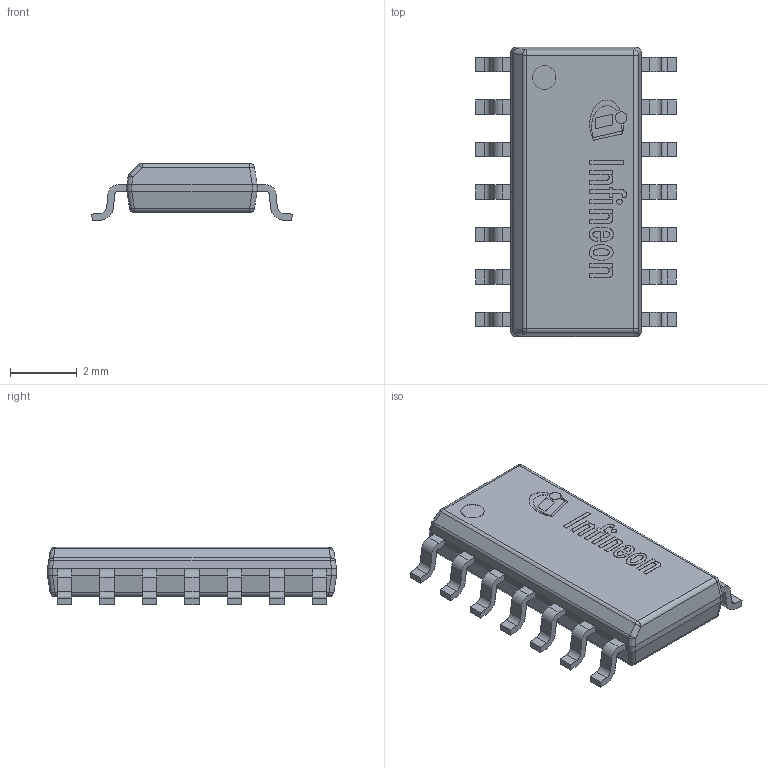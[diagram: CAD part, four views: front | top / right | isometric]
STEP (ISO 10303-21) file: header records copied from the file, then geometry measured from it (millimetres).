
FILE_DESCRIPTION(/* description */ (''),/* implementation_level */ '2;1');
FILE_NAME(/* name */ 'PG-DSO-14-65_Z8B00192328_V02_3D.stp',/* time_stamp */ '2019-07-01T18:26:24+06:00',/* author */ ('janartha'),/* organization */ (''),/* preprocessor_version */ 'ST-DEVELOPER v16.13',/* originating_system */ 'AutoCAD Mechanical',/* authorisation */ '');
FILE_SCHEMA (('AUTOMOTIVE_DESIGN { 1 0 10303 214 3 1 1 }'));
Length unit declared in the file: millimetre
Products named in the file (1): Product
Bounding box: 6 x 8.65 x 1.73 mm (x, y, z)
Volume: 49.4 mm3; surface area: 267 mm2
Topology: 30 solids, 30 shells, 370 faces, 897 edges, 588 vertices
Faces by surface type: plane 255, cylinder 81, bspline 24, sphere 10
Full cylindrical faces by diameter (mm): 0.164 x1, 0.344 x1, 0.7 x2
Entity records: 10867 total; most frequent: CARTESIAN_POINT 2224, ORIENTED_EDGE 1786, DIRECTION 1717, EDGE_CURVE 893, LINE 683, VECTOR 683, VERTEX_POINT 588, AXIS2_PLACEMENT_3D 517
